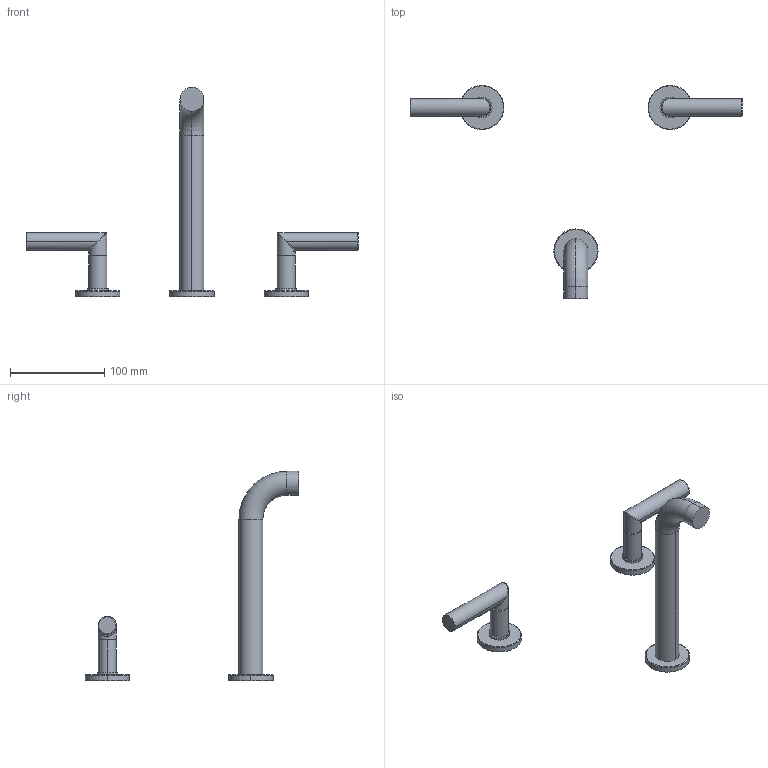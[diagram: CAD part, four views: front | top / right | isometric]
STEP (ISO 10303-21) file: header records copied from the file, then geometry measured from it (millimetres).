
FILE_DESCRIPTION((''),'2;1');
FILE_NAME('3-3105_SW0001','2020-12-02T11:14:00',('rsmith'),(''),'CREO PARAMETRIC BY PTC INC, 2018400','CREO PARAMETRIC BY PTC INC, 2018400','');
FILE_SCHEMA(('AUTOMOTIVE_DESIGN { 1 0 10303 214 1 1 1 1 }'));
Length unit declared in the file: inch
Products named in the file (1): 3-3105_SW0001
Bounding box: 352.43 x 226.69 x 222.25 mm (x, y, z)
Volume: 226705.1 mm3; surface area: 49499.6 mm2
Topology: 5 solids, 5 shells, 67 faces, 124 edges, 74 vertices
Faces by surface type: cylinder 30, plane 17, torus 12, bspline 8
Entity records: 3469 total; most frequent: CARTESIAN_POINT 997, DIRECTION 304, ORIENTED_EDGE 248, PRESENTATION_STYLE_ASSIGNMENT 196, COLOUR_RGB 150, AXIS2_PLACEMENT_3D 137, STYLED_ITEM 129, CURVE_STYLE 124
